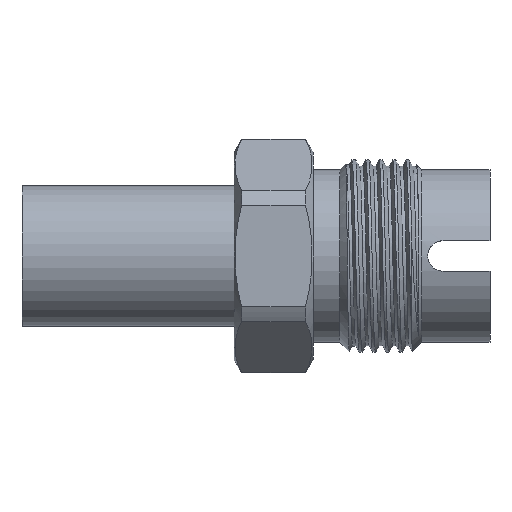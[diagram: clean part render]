
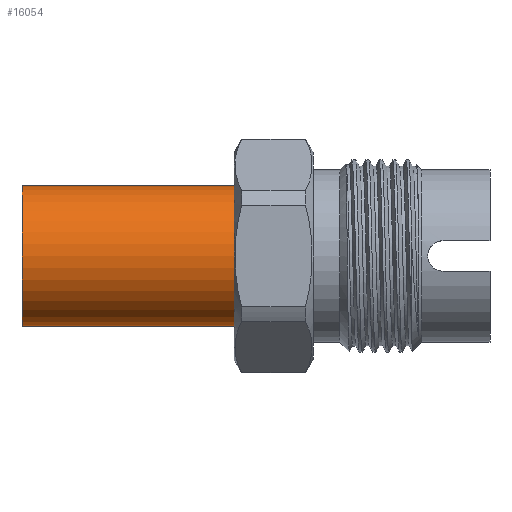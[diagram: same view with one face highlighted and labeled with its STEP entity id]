
A CAD part, left-side view. The second image highlights one B-rep face of the part: STEP entity #16054.
In plain terms, the highlighted cylindrical face has radius 9.544 mm (diameter 19.088 mm), a partial arc.
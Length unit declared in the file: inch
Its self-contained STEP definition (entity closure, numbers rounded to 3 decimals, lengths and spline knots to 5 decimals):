
#60 = DIRECTION ( 'NONE',  ( 0., -1., 0. ) ) ;
#272 = DIRECTION ( 'NONE',  ( 0., -1., 0. ) ) ;
#470 = EDGE_CURVE ( 'NONE', #12912, #13753, #14755, .T. ) ;
#1380 = CARTESIAN_POINT ( 'NONE',  ( 0., 2.5, 0. ) ) ;
#3483 = FACE_OUTER_BOUND ( 'NONE', #10551, .T. ) ;
#4069 = CARTESIAN_POINT ( 'NONE',  ( 0., 0., -0.37575 ) ) ;
#4115 = DIRECTION ( 'NONE',  ( 0., 0., -1. ) ) ;
#5235 = DIRECTION ( 'NONE',  ( 0., -1., 0. ) ) ;
#5796 = CARTESIAN_POINT ( 'NONE',  ( 0., 2.5, -0.37575 ) ) ;
#6373 = DIRECTION ( 'NONE',  ( 0., -1., 0. ) ) ;
#6487 = CARTESIAN_POINT ( 'NONE',  ( 0., 0., 0. ) ) ;
#6501 = CARTESIAN_POINT ( 'NONE',  ( 0., 2.5, 0.37575 ) ) ;
#7375 = AXIS2_PLACEMENT_3D ( 'NONE', #12555, #6373, #7457 ) ;
#7457 = DIRECTION ( 'NONE',  ( 0., 0., -1. ) ) ;
#7486 = DIRECTION ( 'NONE',  ( 0., 0., -1. ) ) ;
#7574 = EDGE_CURVE ( 'NONE', #12912, #15377, #7970, .T. ) ;
#7970 = CIRCLE ( 'NONE', #15228, 0.37575 ) ;
#8013 = VECTOR ( 'NONE', #272, 39.37008 ) ;
#9445 = VECTOR ( 'NONE', #15971, 39.37008 ) ;
#9472 = CIRCLE ( 'NONE', #7375, 0.37575 ) ;
#10375 = VERTEX_POINT ( 'NONE', #11641 ) ;
#10551 = EDGE_LOOP ( 'NONE', ( #15980, #11795, #11621, #11822 ) ) ;
#11140 = CYLINDRICAL_SURFACE ( 'NONE', #15814, 0.37575 ) ;
#11621 = ORIENTED_EDGE ( 'NONE', *, *, #14108, .T. ) ;
#11641 = CARTESIAN_POINT ( 'NONE',  ( 0., 1.3675, -0.37575 ) ) ;
#11795 = ORIENTED_EDGE ( 'NONE', *, *, #7574, .T. ) ;
#11822 = ORIENTED_EDGE ( 'NONE', *, *, #12203, .F. ) ;
#12203 = EDGE_CURVE ( 'NONE', #13753, #10375, #9472, .T. ) ;
#12555 = CARTESIAN_POINT ( 'NONE',  ( 0., 1.3675, 0. ) ) ;
#12912 = VERTEX_POINT ( 'NONE', #6501 ) ;
#13682 = LINE ( 'NONE', #4069, #8013 ) ;
#13753 = VERTEX_POINT ( 'NONE', #14275 ) ;
#14108 = EDGE_CURVE ( 'NONE', #15377, #10375, #13682, .T. ) ;
#14275 = CARTESIAN_POINT ( 'NONE',  ( 0., 1.3675, 0.37575 ) ) ;
#14755 = LINE ( 'NONE', #14798, #9445 ) ;
#14798 = CARTESIAN_POINT ( 'NONE',  ( 0., 0., 0.37575 ) ) ;
#15228 = AXIS2_PLACEMENT_3D ( 'NONE', #1380, #60, #7486 ) ;
#15377 = VERTEX_POINT ( 'NONE', #5796 ) ;
#15814 = AXIS2_PLACEMENT_3D ( 'NONE', #6487, #5235, #4115 ) ;
#15971 = DIRECTION ( 'NONE',  ( 0., -1., 0. ) ) ;
#15980 = ORIENTED_EDGE ( 'NONE', *, *, #470, .F. ) ;
#16054 = ADVANCED_FACE ( 'NONE', ( #3483 ), #11140, .T. ) ;
